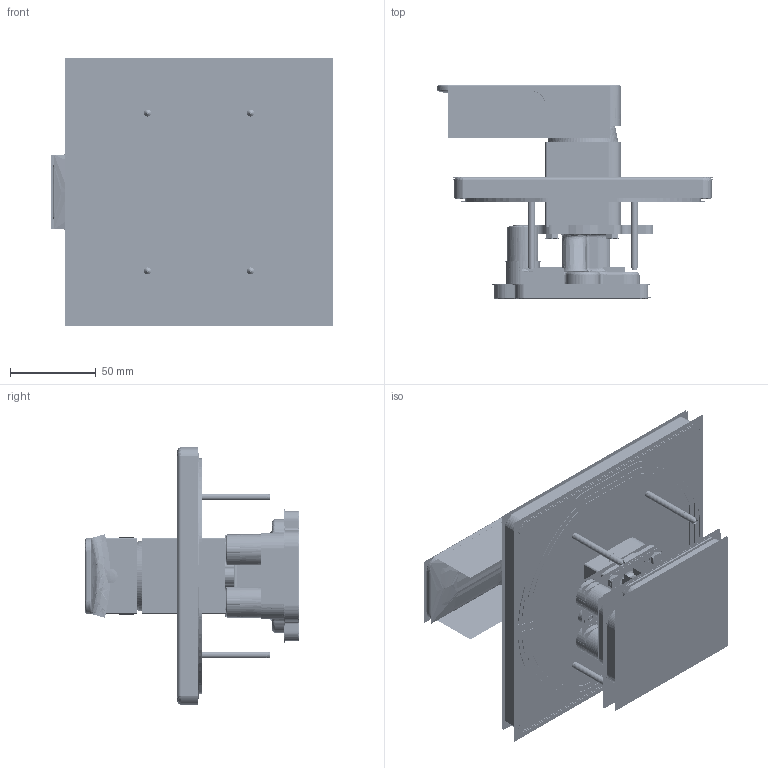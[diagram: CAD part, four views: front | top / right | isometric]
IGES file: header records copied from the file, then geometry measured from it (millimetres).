
Start section:  PTC IGES file: FFAS1322-708500ZN0.igs
Global section: file name: FFAS1322-708500ZN0.igs; native system: Creo Parametric by PTC Inc.; preprocessor: 2015200; author: 10114211; organization: Unknown; date: 20180808.152638; units: millimetre
Bounding box: 164.1 x 124.6 x 156 mm (x, y, z)
Volume: 321951.5 mm3; surface area: 1936464.7 mm2
Topology: 48 solids, 76 shells, 6380 faces, 32548 edges, 41209 vertices
Faces by surface type: bspline 3618, revolution 2762
